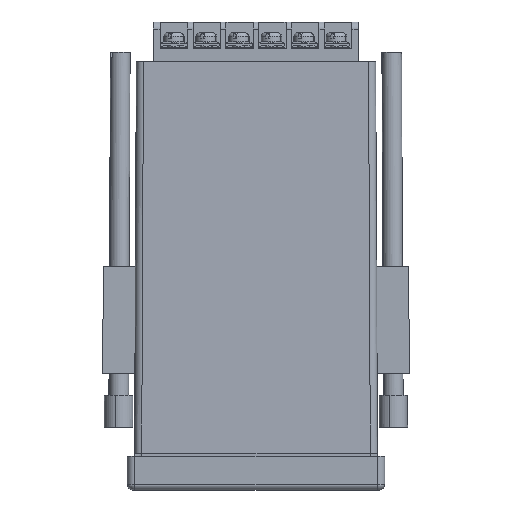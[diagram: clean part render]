
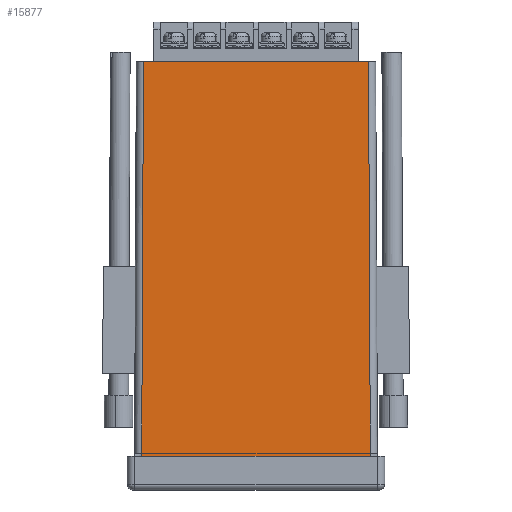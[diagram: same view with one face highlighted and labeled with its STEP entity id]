
A CAD part, front view. The second image highlights one B-rep face of the part: STEP entity #15877.
In plain terms, the highlighted planar face has unit normal (0, -1, 0.004).
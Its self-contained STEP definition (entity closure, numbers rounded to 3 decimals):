
#858 = LINE ( 'NONE', #17227, #15673 ) ;
#1764 = DIRECTION ( 'NONE',  ( 1., 0., 0. ) ) ;
#2349 = EDGE_CURVE ( 'NONE', #18123, #24998, #10817, .T. ) ;
#3708 = CARTESIAN_POINT ( 'NONE',  ( -32., -34., -110.5 ) ) ;
#4571 = AXIS2_PLACEMENT_3D ( 'NONE', #16090, #20960, #18313 ) ;
#4610 = ORIENTED_EDGE ( 'NONE', *, *, #10552, .T. ) ;
#8082 = ORIENTED_EDGE ( 'NONE', *, *, #2349, .F. ) ;
#8108 = VECTOR ( 'NONE', #1764, 1000. ) ;
#8835 = CARTESIAN_POINT ( 'NONE',  ( -31.5, -33.5, -0.009 ) ) ;
#8901 = VERTEX_POINT ( 'NONE', #28321 ) ;
#10523 = ORIENTED_EDGE ( 'NONE', *, *, #24712, .T. ) ;
#10552 = EDGE_CURVE ( 'NONE', #18123, #12281, #25033, .T. ) ;
#10817 = LINE ( 'NONE', #18443, #8108 ) ;
#12281 = VERTEX_POINT ( 'NONE', #3708 ) ;
#14106 = CARTESIAN_POINT ( 'NONE',  ( -31.5, -33.5, 0. ) ) ;
#14445 = VECTOR ( 'NONE', #17676, 1000. ) ;
#15673 = VECTOR ( 'NONE', #25071, 1000. ) ;
#15877 = ADVANCED_FACE ( 'NONE', ( #18919 ), #25852, .T. ) ;
#16090 = CARTESIAN_POINT ( 'NONE',  ( -33.5, -33.5, 0. ) ) ;
#17227 = CARTESIAN_POINT ( 'NONE',  ( -33.5, -34., -110.5 ) ) ;
#17676 = DIRECTION ( 'NONE',  ( -0.005, 0.005, 1. ) ) ;
#18123 = VERTEX_POINT ( 'NONE', #14106 ) ;
#18313 = DIRECTION ( 'NONE',  ( 0., -0.005, -1. ) ) ;
#18443 = CARTESIAN_POINT ( 'NONE',  ( -33.5, -33.5, 0. ) ) ;
#18896 = VECTOR ( 'NONE', #25642, 1000. ) ;
#18919 = FACE_OUTER_BOUND ( 'NONE', #29640, .T. ) ;
#19196 = EDGE_CURVE ( 'NONE', #12281, #8901, #858, .T. ) ;
#20960 = DIRECTION ( 'NONE',  ( 0., -1., 0.005 ) ) ;
#22104 = ORIENTED_EDGE ( 'NONE', *, *, #19196, .T. ) ;
#24707 = CARTESIAN_POINT ( 'NONE',  ( 31.499, -33.499, 0.294 ) ) ;
#24712 = EDGE_CURVE ( 'NONE', #8901, #24998, #29706, .T. ) ;
#24998 = VERTEX_POINT ( 'NONE', #31512 ) ;
#25033 = LINE ( 'NONE', #8835, #18896 ) ;
#25071 = DIRECTION ( 'NONE',  ( 1., 0., 0. ) ) ;
#25642 = DIRECTION ( 'NONE',  ( -0.005, -0.005, -1. ) ) ;
#25852 = PLANE ( 'NONE',  #4571 ) ;
#28321 = CARTESIAN_POINT ( 'NONE',  ( 32., -34., -110.5 ) ) ;
#29640 = EDGE_LOOP ( 'NONE', ( #22104, #10523, #8082, #4610 ) ) ;
#29706 = LINE ( 'NONE', #24707, #14445 ) ;
#31512 = CARTESIAN_POINT ( 'NONE',  ( 31.5, -33.5, 0. ) ) ;
